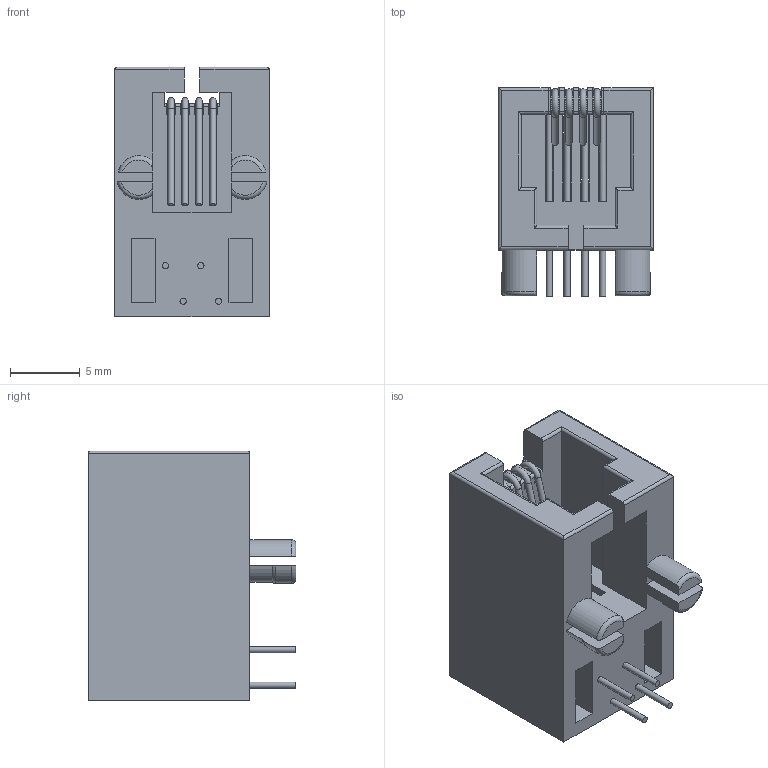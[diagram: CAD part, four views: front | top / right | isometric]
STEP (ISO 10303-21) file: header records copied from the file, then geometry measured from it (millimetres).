
FILE_DESCRIPTION(/* description */ (''),/* implementation_level */ '2;1');
FILE_NAME(/* name */ 'RJ11_CONNECTOR.step',/* time_stamp */ '2025-06-26T15:12:17+02:00',/* author */ (''),/* organization */ (''),/* preprocessor_version */ 'ST-DEVELOPER v20.1',/* originating_system */ 'Autodesk Translation Framework v14.10.0.0',/* authorisation */ '');
FILE_SCHEMA (('AUTOMOTIVE_DESIGN { 1 0 10303 214 3 1 1 }'));
Length unit declared in the file: millimetre
Products named in the file (1): RJ11_CONNECTOR
Bounding box: 11.1 x 14.9 x 17.9 mm (x, y, z)
Volume: 1338.5 mm3; surface area: 2353.1 mm2
Topology: 1 solids, 1 shells, 180 faces, 513 edges, 331 vertices
Faces by surface type: plane 107, cylinder 56, torus 11, bspline 6
Full cylindrical faces by diameter (mm): 0.45 x16
Entity records: 7478 total; most frequent: CARTESIAN_POINT 2674, ORIENTED_EDGE 1022, DIRECTION 950, EDGE_CURVE 511, LINE 340, VECTOR 340, VERTEX_POINT 330, AXIS2_PLACEMENT_3D 305
